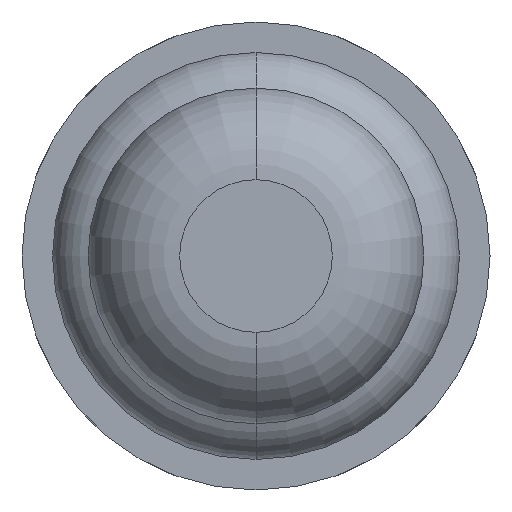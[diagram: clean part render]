
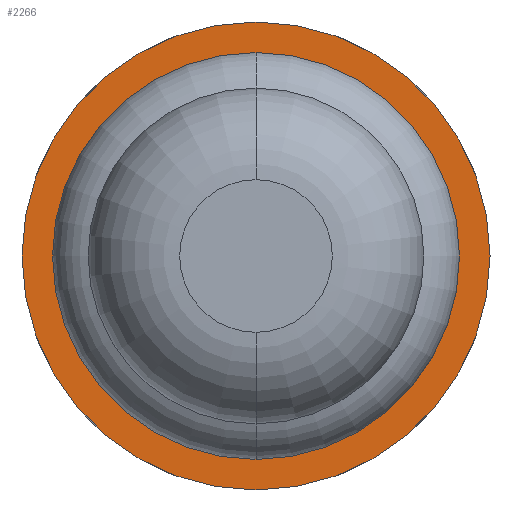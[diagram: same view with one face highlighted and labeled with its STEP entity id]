
A CAD part, front view. The second image highlights one B-rep face of the part: STEP entity #2266.
In plain terms, the highlighted planar face has unit normal (0, -1, 0).
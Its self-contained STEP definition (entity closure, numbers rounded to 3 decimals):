
#171 = ORIENTED_EDGE ( 'NONE', *, *, #1471, .F. ) ;
#213 = DIRECTION ( 'NONE',  ( 0., 0., 1. ) ) ;
#311 = EDGE_LOOP ( 'NONE', ( #4625, #4053 ) ) ;
#330 = AXIS2_PLACEMENT_3D ( 'NONE', #2479, #3224, #213 ) ;
#383 = VERTEX_POINT ( 'NONE', #2384 ) ;
#474 = DIRECTION ( 'NONE',  ( 0., 0., 1. ) ) ;
#531 = DIRECTION ( 'NONE',  ( 0., 1., 0. ) ) ;
#788 = PLANE ( 'NONE',  #3031 ) ;
#864 = CIRCLE ( 'NONE', #330, 0.64 ) ;
#924 = CARTESIAN_POINT ( 'NONE',  ( 0., 5., 0. ) ) ;
#956 = CIRCLE ( 'NONE', #4675, 1.15 ) ;
#1452 = VERTEX_POINT ( 'NONE', #2573 ) ;
#1468 = DIRECTION ( 'NONE',  ( 0., 1., 0. ) ) ;
#1471 = EDGE_CURVE ( 'Defeature ausgef�hrt1_27+Defeature ausgef�hrt1_28+Defeature ausgef�hrt1_28+Defeature ausgef�hrt1_28', #383, #3248, #4643, .T. ) ;
#1523 = DIRECTION ( 'NONE',  ( 0., 0., 1. ) ) ;
#1653 = CARTESIAN_POINT ( 'NONE',  ( 0., 5., -1.15 ) ) ;
#1935 = FACE_OUTER_BOUND ( 'NONE', #4620, .T. ) ;
#2088 = ORIENTED_EDGE ( 'NONE', *, *, #3908, .F. ) ;
#2129 = EDGE_CURVE ( 'Defeature ausgef�hrt1_28+Defeature ausgef�hrt1_10+Defeature ausgef�hrt1_10+Defeature ausgef�hrt1_10', #1452, #2543, #864, .T. ) ;
#2266 = ADVANCED_FACE ( 'Defeature ausgef�hrt1_28', ( #1935, #3406 ), #788, .F. ) ;
#2318 = CIRCLE ( 'NONE', #3088, 0.64 ) ;
#2384 = CARTESIAN_POINT ( 'NONE',  ( 0., 5., 1.15 ) ) ;
#2479 = CARTESIAN_POINT ( 'NONE',  ( 0., 5., 0. ) ) ;
#2543 = VERTEX_POINT ( 'NONE', #4726 ) ;
#2573 = CARTESIAN_POINT ( 'NONE',  ( 0., 5., -0.64 ) ) ;
#2657 = CARTESIAN_POINT ( 'NONE',  ( 0., 5., 0. ) ) ;
#2679 = CARTESIAN_POINT ( 'NONE',  ( 0., 5., 0. ) ) ;
#3016 = DIRECTION ( 'NONE',  ( 0., 0., 1. ) ) ;
#3031 = AXIS2_PLACEMENT_3D ( 'NONE', #2679, #1468, #1523 ) ;
#3088 = AXIS2_PLACEMENT_3D ( 'NONE', #924, #531, #3561 ) ;
#3224 = DIRECTION ( 'NONE',  ( 0., 1., 0. ) ) ;
#3248 = VERTEX_POINT ( 'NONE', #1653 ) ;
#3406 = FACE_BOUND ( 'NONE', #311, .T. ) ;
#3503 = CARTESIAN_POINT ( 'NONE',  ( 0., 5., 0. ) ) ;
#3561 = DIRECTION ( 'NONE',  ( 0., 0., 1. ) ) ;
#3567 = EDGE_CURVE ( 'Defeature ausgef�hrt1_28+Defeature ausgef�hrt1_10+Defeature ausgef�hrt1_10+Defeature ausgef�hrt1_10', #2543, #1452, #2318, .T. ) ;
#3908 = EDGE_CURVE ( 'Defeature ausgef�hrt1_27+Defeature ausgef�hrt1_28+Defeature ausgef�hrt1_28+Defeature ausgef�hrt1_28', #3248, #383, #956, .T. ) ;
#4053 = ORIENTED_EDGE ( 'NONE', *, *, #2129, .T. ) ;
#4146 = DIRECTION ( 'NONE',  ( 0., 1., 0. ) ) ;
#4421 = AXIS2_PLACEMENT_3D ( 'NONE', #2657, #4146, #3016 ) ;
#4620 = EDGE_LOOP ( 'NONE', ( #2088, #171 ) ) ;
#4625 = ORIENTED_EDGE ( 'NONE', *, *, #3567, .T. ) ;
#4635 = DIRECTION ( 'NONE',  ( 0., 1., 0. ) ) ;
#4643 = CIRCLE ( 'NONE', #4421, 1.15 ) ;
#4675 = AXIS2_PLACEMENT_3D ( 'NONE', #3503, #4635, #474 ) ;
#4726 = CARTESIAN_POINT ( 'NONE',  ( 0., 5., 0.64 ) ) ;
